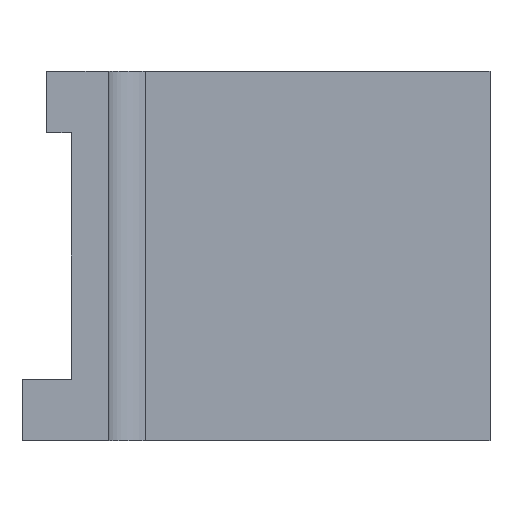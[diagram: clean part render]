
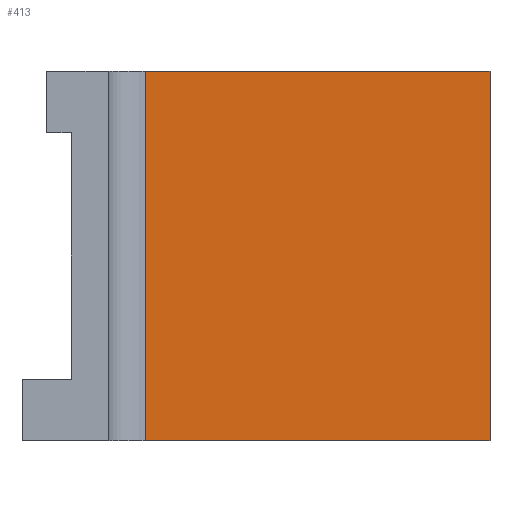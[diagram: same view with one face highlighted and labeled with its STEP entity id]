
A CAD part, left-side view. The second image highlights one B-rep face of the part: STEP entity #413.
In plain terms, the highlighted planar face has unit normal (-1, 0, 0).
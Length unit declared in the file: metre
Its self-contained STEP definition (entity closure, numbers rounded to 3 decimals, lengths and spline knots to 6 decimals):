
#52=ORIENTED_EDGE('',*,*,#162,.F.);
#53=ORIENTED_EDGE('',*,*,#152,.F.);
#54=ORIENTED_EDGE('',*,*,#163,.T.);
#55=ORIENTED_EDGE('',*,*,#164,.T.);
#152=EDGE_CURVE('',#208,#209,#248,.T.);
#162=EDGE_CURVE('',#209,#216,#256,.T.);
#163=EDGE_CURVE('',#208,#217,#257,.T.);
#164=EDGE_CURVE('',#217,#216,#258,.T.);
#208=VERTEX_POINT('',#627);
#209=VERTEX_POINT('',#629);
#216=VERTEX_POINT('',#649);
#217=VERTEX_POINT('',#651);
#248=LINE('',#628,#288);
#256=LINE('',#648,#296);
#257=LINE('',#650,#297);
#258=LINE('',#652,#298);
#288=VECTOR('',#499,1.);
#296=VECTOR('',#517,1.);
#297=VECTOR('',#518,1.);
#298=VECTOR('',#519,1.);
#327=EDGE_LOOP('',(#52,#53,#54,#55));
#361=FACE_BOUND('',#327,.T.);
#394=PLANE('',#454);
#413=ADVANCED_FACE('',(#361),#394,.T.);
#454=AXIS2_PLACEMENT_3D('',#647,#515,#516);
#499=DIRECTION('',(0.,0.,-1.));
#515=DIRECTION('',(-1.,0.,0.));
#516=DIRECTION('',(0.,0.,1.));
#517=DIRECTION('',(0.,1.,0.));
#518=DIRECTION('',(0.,1.,0.));
#519=DIRECTION('',(0.,0.,-1.));
#627=CARTESIAN_POINT('',(0.019,-0.014,-0.01));
#628=CARTESIAN_POINT('',(0.019,-0.014,-0.01));
#629=CARTESIAN_POINT('',(0.019,-0.014,-0.04));
#647=CARTESIAN_POINT('',(0.019,0.,-0.01));
#648=CARTESIAN_POINT('',(0.019,0.,-0.04));
#649=CARTESIAN_POINT('',(0.019,0.014,-0.04));
#650=CARTESIAN_POINT('',(0.019,0.,-0.01));
#651=CARTESIAN_POINT('',(0.019,0.014,-0.01));
#652=CARTESIAN_POINT('',(0.019,0.014,-0.01));
